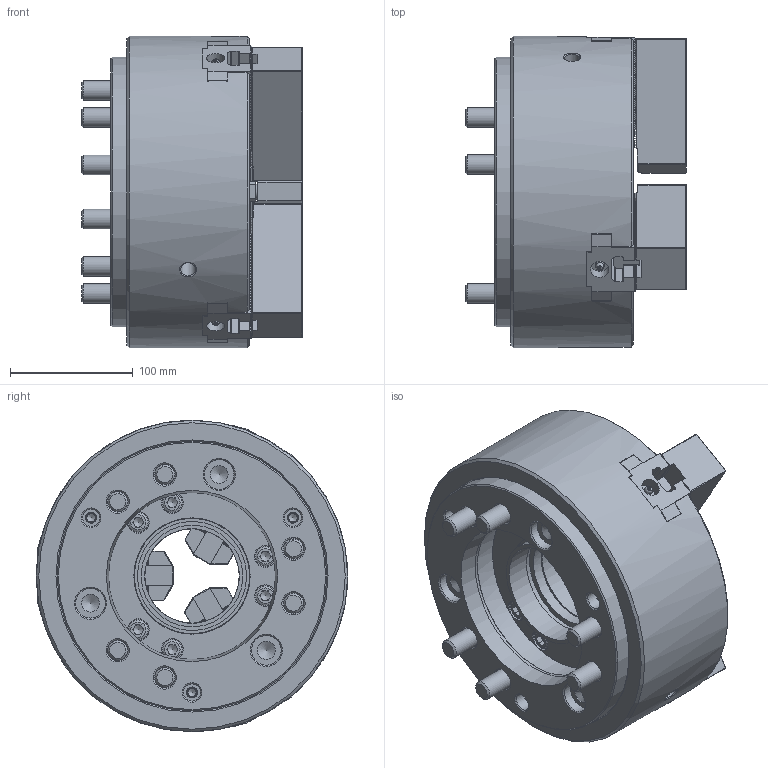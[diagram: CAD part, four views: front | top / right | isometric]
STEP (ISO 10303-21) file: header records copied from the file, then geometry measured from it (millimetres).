
FILE_DESCRIPTION(/* description */ ('Unknown'),/* implementation_level */ '2;1');
FILE_NAME(/* name */ 'B210A8-15D SOLID',/* time_stamp */ '2017-09-14T09:15:12+01:00',/* author */ ('Unknown'),/* organization */ ('Unknown'),/* preprocessor_version */ 'ST-DEVELOPER v16.7',/* originating_system */ 'DEX',/* authorisation */ $);
FILE_SCHEMA (('AUTOMOTIVE_DESIGN {1 0 10303 214 3 1 1}'));
Products named in the file (1): B210A8-15D
Bounding box: 180.2 x 254 x 254 mm (x, y, z)
Volume: 4871670.7 mm3; surface area: 563569.5 mm2
Topology: 1 solids, 25 shells, 3730 faces, 12951 edges, 8076 vertices
Faces by surface type: plane 3096, cylinder 297, cone 244, bspline 48, torus 39, sphere 6
Full cylindrical faces by diameter (mm): 1.5 x3, 1.9 x3, 3.8 x24, 4.917 x3, 5 x1, 5.188 x3, 6 x14, 6.6 x3, 6.917 x3, 8 x3, 8.376 x6, 9 x3, 10 x12, 10.5 x5, 11 x9, 12 x14, 13 x6, 14 x3, 14.5 x3, 15 x3, 16 x12, 17 x18, 18 x6, 19 x6, 24 x6, 24.21 x3, 25 x9, 77 x2, 79 x2, 80 x1
Entity records: 161631 total; most frequent: CARTESIAN_POINT 25409, ORIENTED_EDGE 24674, DIRECTION 20772, EDGE_CURVE 12337, LINE 10882, VECTOR 10882, VERTEX_POINT 7918, AXIS2_PLACEMENT_3D 4945
